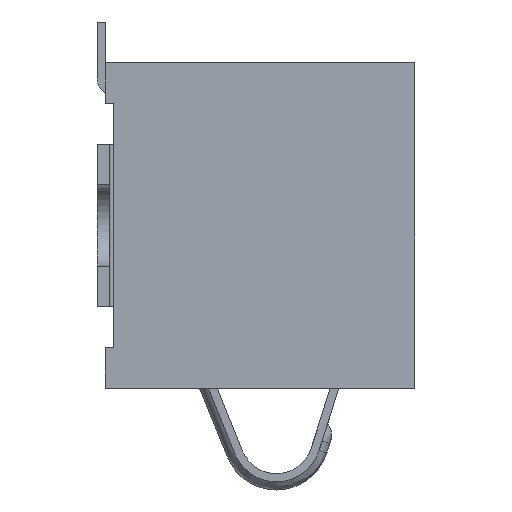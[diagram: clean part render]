
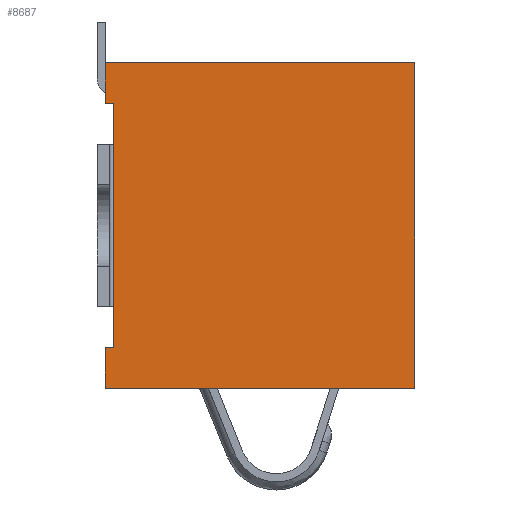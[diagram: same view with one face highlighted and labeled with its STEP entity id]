
A CAD part, left-side view. The second image highlights one B-rep face of the part: STEP entity #8687.
In plain terms, the highlighted planar face has unit normal (-1, 0, 0).
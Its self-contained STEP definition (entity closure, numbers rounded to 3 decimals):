
#289 = ORIENTED_EDGE ( 'NONE', *, *, #6106, .T. ) ;
#345 = CARTESIAN_POINT ( 'NONE',  ( -2., -3.8, 4. ) ) ;
#450 = EDGE_CURVE ( 'NONE', #3710, #1254, #2073, .T. ) ;
#555 = EDGE_CURVE ( 'NONE', #6191, #3710, #3785, .T. ) ;
#737 = EDGE_LOOP ( 'NONE', ( #6656, #289, #4173, #11505, #12083, #6630, #1747, #8812 ) ) ;
#946 = EDGE_CURVE ( 'NONE', #2212, #10303, #3336, .T. ) ;
#1070 = DIRECTION ( 'NONE',  ( 0., 0., 1. ) ) ;
#1074 = DIRECTION ( 'NONE',  ( 0., 0., 1. ) ) ;
#1254 = VERTEX_POINT ( 'NONE', #7010 ) ;
#1266 = VECTOR ( 'NONE', #8792, 1000. ) ;
#1302 = EDGE_CURVE ( 'NONE', #4644, #6800, #8259, .T. ) ;
#1522 = EDGE_CURVE ( 'NONE', #10303, #6191, #6466, .T. ) ;
#1624 = LINE ( 'NONE', #4330, #3969 ) ;
#1634 = CARTESIAN_POINT ( 'NONE',  ( -2., -1.9, 2. ) ) ;
#1747 = ORIENTED_EDGE ( 'NONE', *, *, #1522, .F. ) ;
#1749 = CARTESIAN_POINT ( 'NONE',  ( -2., -1.9, 0.5 ) ) ;
#1776 = VECTOR ( 'NONE', #7640, 1000. ) ;
#2020 = CARTESIAN_POINT ( 'NONE',  ( -2., -0.1, 2. ) ) ;
#2073 = LINE ( 'NONE', #9545, #1776 ) ;
#2212 = VERTEX_POINT ( 'NONE', #9778 ) ;
#2381 = CARTESIAN_POINT ( 'NONE',  ( -2., -0.1, 3.5 ) ) ;
#2397 = DIRECTION ( 'NONE',  ( 0., 1., 0. ) ) ;
#2716 = CARTESIAN_POINT ( 'NONE',  ( -2., 0., 2. ) ) ;
#2874 = DIRECTION ( 'NONE',  ( 0., -1., 0. ) ) ;
#3056 = CARTESIAN_POINT ( 'NONE',  ( -2., 0., 2. ) ) ;
#3062 = VERTEX_POINT ( 'NONE', #11901 ) ;
#3336 = LINE ( 'NONE', #3056, #6480 ) ;
#3498 = VECTOR ( 'NONE', #11486, 1000. ) ;
#3696 = DIRECTION ( 'NONE',  ( 0., 0., 1. ) ) ;
#3710 = VERTEX_POINT ( 'NONE', #2381 ) ;
#3785 = LINE ( 'NONE', #2020, #3498 ) ;
#3954 = CARTESIAN_POINT ( 'NONE',  ( -2., -0.1, 0.5 ) ) ;
#3969 = VECTOR ( 'NONE', #2397, 1000. ) ;
#4173 = ORIENTED_EDGE ( 'NONE', *, *, #1302, .F. ) ;
#4330 = CARTESIAN_POINT ( 'NONE',  ( -2., -1.9, 0. ) ) ;
#4332 = EDGE_CURVE ( 'NONE', #1254, #4644, #4828, .T. ) ;
#4644 = VERTEX_POINT ( 'NONE', #5649 ) ;
#4753 = CARTESIAN_POINT ( 'NONE',  ( -2., -3.8, 2. ) ) ;
#4828 = LINE ( 'NONE', #2716, #8999 ) ;
#4877 = AXIS2_PLACEMENT_3D ( 'NONE', #1634, #10934, #8279 ) ;
#5649 = CARTESIAN_POINT ( 'NONE',  ( -2., 0., 4. ) ) ;
#5787 = VECTOR ( 'NONE', #1070, 1000. ) ;
#6030 = FACE_OUTER_BOUND ( 'NONE', #737, .T. ) ;
#6106 = EDGE_CURVE ( 'NONE', #3062, #6800, #9194, .T. ) ;
#6191 = VERTEX_POINT ( 'NONE', #3954 ) ;
#6367 = PLANE ( 'NONE',  #4877 ) ;
#6466 = LINE ( 'NONE', #1749, #10578 ) ;
#6480 = VECTOR ( 'NONE', #1074, 1000. ) ;
#6630 = ORIENTED_EDGE ( 'NONE', *, *, #555, .F. ) ;
#6656 = ORIENTED_EDGE ( 'NONE', *, *, #8092, .F. ) ;
#6800 = VERTEX_POINT ( 'NONE', #345 ) ;
#7010 = CARTESIAN_POINT ( 'NONE',  ( -2., 0., 3.5 ) ) ;
#7640 = DIRECTION ( 'NONE',  ( 0., 1., 0. ) ) ;
#7877 = CARTESIAN_POINT ( 'NONE',  ( -2., -1.9, 4. ) ) ;
#8092 = EDGE_CURVE ( 'NONE', #3062, #2212, #1624, .T. ) ;
#8259 = LINE ( 'NONE', #7877, #1266 ) ;
#8279 = DIRECTION ( 'NONE',  ( 0., 0., -1. ) ) ;
#8687 = ADVANCED_FACE ( 'NONE', ( #6030 ), #6367, .F. ) ;
#8792 = DIRECTION ( 'NONE',  ( 0., -1., 0. ) ) ;
#8812 = ORIENTED_EDGE ( 'NONE', *, *, #946, .F. ) ;
#8999 = VECTOR ( 'NONE', #3696, 1000. ) ;
#9194 = LINE ( 'NONE', #4753, #5787 ) ;
#9545 = CARTESIAN_POINT ( 'NONE',  ( -2., -1.9, 3.5 ) ) ;
#9778 = CARTESIAN_POINT ( 'NONE',  ( -2., 0., 0. ) ) ;
#10303 = VERTEX_POINT ( 'NONE', #12051 ) ;
#10578 = VECTOR ( 'NONE', #2874, 1000. ) ;
#10934 = DIRECTION ( 'NONE',  ( 1., 0., 0. ) ) ;
#11486 = DIRECTION ( 'NONE',  ( 0., 0., 1. ) ) ;
#11505 = ORIENTED_EDGE ( 'NONE', *, *, #4332, .F. ) ;
#11901 = CARTESIAN_POINT ( 'NONE',  ( -2., -3.8, 0. ) ) ;
#12051 = CARTESIAN_POINT ( 'NONE',  ( -2., 0., 0.5 ) ) ;
#12083 = ORIENTED_EDGE ( 'NONE', *, *, #450, .F. ) ;
